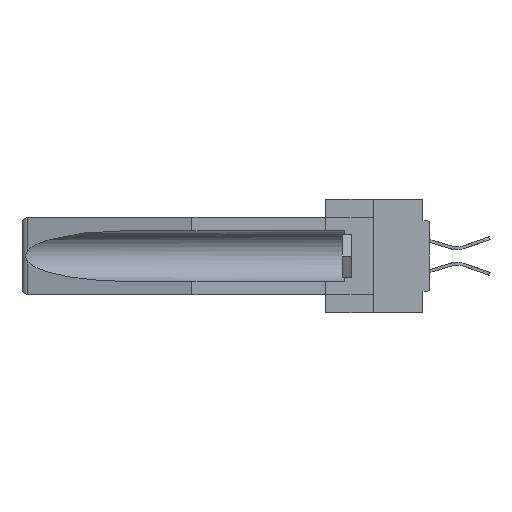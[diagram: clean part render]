
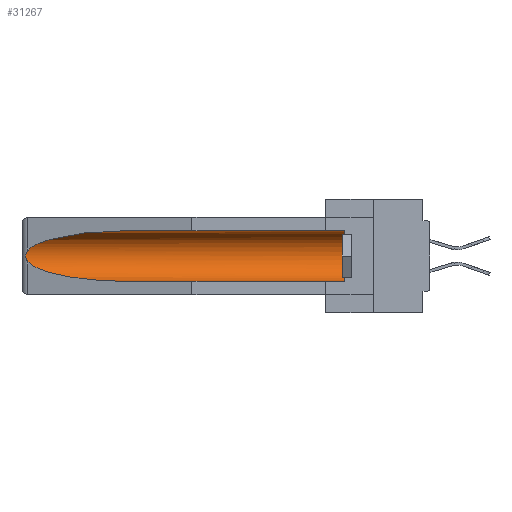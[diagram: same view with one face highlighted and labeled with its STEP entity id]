
A CAD part, left-side view. The second image highlights one B-rep face of the part: STEP entity #31267.
In plain terms, the highlighted cylindrical face has radius 2.857 mm (diameter 5.715 mm), a partial arc.
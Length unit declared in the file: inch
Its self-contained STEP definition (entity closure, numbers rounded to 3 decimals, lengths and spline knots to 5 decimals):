
#83 = CARTESIAN_POINT ( 'NONE',  ( 0.21114, 1.30732, -0.284 ) ) ;
#353 = CARTESIAN_POINT ( 'NONE',  ( 0.26537, 1.52718, -0.19328 ) ) ;
#509 =( BOUNDED_CURVE ( )  B_SPLINE_CURVE ( 3, ( #14290, #11622, #17407, #7431 ),
 .UNSPECIFIED., .F., .F. ) 
 B_SPLINE_CURVE_WITH_KNOTS ( ( 4, 4 ),
 ( 4.71239, 6.08839 ),
 .UNSPECIFIED. ) 
 CURVE ( )  GEOMETRIC_REPRESENTATION_ITEM ( )  RATIONAL_B_SPLINE_CURVE ( ( 1., 0.848, 0.848, 1. ) ) 
 REPRESENTATION_ITEM ( '' )  );
#1473 = VERTEX_POINT ( 'NONE', #9921 ) ;
#2144 = EDGE_CURVE ( 'NONE', #44930, #39342, #41388, .T. ) ;
#3194 = CARTESIAN_POINT ( 'NONE',  ( 0.26597, 1.52961, -0.15275 ) ) ;
#3348 = CARTESIAN_POINT ( 'NONE',  ( 0.26654, 1.53092, -0.15636 ) ) ;
#3851 = CARTESIAN_POINT ( 'NONE',  ( 0.25451, 1.48313, -0.24835 ) ) ;
#6706 = CARTESIAN_POINT ( 'NONE',  ( 0.26537, 1.52718, -0.14972 ) ) ;
#6984 = CARTESIAN_POINT ( 'NONE',  ( 0.2675, 1.53308, -0.16763 ) ) ;
#7408 = CIRCLE ( 'NONE', #40226, 0.1125 ) ;
#7431 = CARTESIAN_POINT ( 'NONE',  ( 0.26537, 1.52718, -0.14972 ) ) ;
#7915 = CARTESIAN_POINT ( 'NONE',  ( 0.155, 0.126, -0.284 ) ) ;
#9439 = B_SPLINE_CURVE_WITH_KNOTS ( 'NONE', 3,
 ( #17910, #3194, #3348, #28586, #6984, #39417, #38763, #42991, #21510, #28290 ),
 .UNSPECIFIED., .F., .F.,
 ( 4, 2, 2, 2, 4 ),
 ( 0., 0.00029, 0.00058, 0.00087, 0.00117 ),
 .UNSPECIFIED. ) ;
#9921 = CARTESIAN_POINT ( 'NONE',  ( 0.155, 1.07973, -0.059 ) ) ;
#10732 = VERTEX_POINT ( 'NONE', #353 ) ;
#11310 = VECTOR ( 'NONE', #32258, 39.37008 ) ;
#11622 = CARTESIAN_POINT ( 'NONE',  ( 0.21114, 1.30732, -0.059 ) ) ;
#12849 = EDGE_CURVE ( 'NONE', #1473, #43622, #509, .T. ) ;
#14290 = CARTESIAN_POINT ( 'NONE',  ( 0.155, 1.07973, -0.059 ) ) ;
#15129 = ORIENTED_EDGE ( 'NONE', *, *, #20056, .T. ) ;
#16446 = ORIENTED_EDGE ( 'NONE', *, *, #37207, .T. ) ;
#17375 = EDGE_CURVE ( 'NONE', #43622, #10732, #9439, .T. ) ;
#17407 = CARTESIAN_POINT ( 'NONE',  ( 0.25451, 1.48313, -0.09465 ) ) ;
#17433 = ORIENTED_EDGE ( 'NONE', *, *, #17462, .T. ) ;
#17462 = EDGE_CURVE ( 'NONE', #10732, #39342, #29060, .T. ) ;
#17569 = CARTESIAN_POINT ( 'NONE',  ( 0.155, -0.30754, -0.284 ) ) ;
#17910 = CARTESIAN_POINT ( 'NONE',  ( 0.26537, 1.52718, -0.14972 ) ) ;
#18128 = CARTESIAN_POINT ( 'NONE',  ( 0.155, -0.30754, -0.059 ) ) ;
#19890 = VERTEX_POINT ( 'NONE', #38840 ) ;
#20033 = CARTESIAN_POINT ( 'NONE',  ( 0.155, -0.30754, -0.1715 ) ) ;
#20056 = EDGE_CURVE ( 'NONE', #44930, #19890, #7408, .T. ) ;
#20091 = AXIS2_PLACEMENT_3D ( 'NONE', #20033, #31357, #23684 ) ;
#21510 = CARTESIAN_POINT ( 'NONE',  ( 0.26597, 1.5296, -0.19026 ) ) ;
#23437 = VECTOR ( 'NONE', #33733, 39.37008 ) ;
#23664 = CARTESIAN_POINT ( 'NONE',  ( 0.155, 0.126, -0.1715 ) ) ;
#23684 = DIRECTION ( 'NONE',  ( 0., 0., 1. ) ) ;
#24254 = ORIENTED_EDGE ( 'NONE', *, *, #12849, .T. ) ;
#25946 = CARTESIAN_POINT ( 'NONE',  ( 0.26537, 1.52718, -0.19328 ) ) ;
#26028 = EDGE_LOOP ( 'NONE', ( #24254, #40370, #17433, #34480, #15129, #16446 ) ) ;
#26816 = CARTESIAN_POINT ( 'NONE',  ( 0.155, 1.07973, -0.284 ) ) ;
#27764 = FACE_OUTER_BOUND ( 'NONE', #26028, .T. ) ;
#28290 = CARTESIAN_POINT ( 'NONE',  ( 0.26537, 1.52718, -0.19328 ) ) ;
#28586 = CARTESIAN_POINT ( 'NONE',  ( 0.2673, 1.5327, -0.16383 ) ) ;
#29060 =( BOUNDED_CURVE ( )  B_SPLINE_CURVE ( 3, ( #25946, #3851, #83, #33185 ),
 .UNSPECIFIED., .F., .F. ) 
 B_SPLINE_CURVE_WITH_KNOTS ( ( 4, 4 ),
 ( 0.1948, 1.5708 ),
 .UNSPECIFIED. ) 
 CURVE ( )  GEOMETRIC_REPRESENTATION_ITEM ( )  RATIONAL_B_SPLINE_CURVE ( ( 1., 0.848, 0.848, 1. ) ) 
 REPRESENTATION_ITEM ( '' )  );
#31267 = ADVANCED_FACE ( 'NONE', ( #27764 ), #41798, .F. ) ;
#31357 = DIRECTION ( 'NONE',  ( 0., 1., 0. ) ) ;
#32258 = DIRECTION ( 'NONE',  ( 0., 1., 0. ) ) ;
#33185 = CARTESIAN_POINT ( 'NONE',  ( 0.155, 1.07973, -0.284 ) ) ;
#33733 = DIRECTION ( 'NONE',  ( 0., 1., 0. ) ) ;
#34480 = ORIENTED_EDGE ( 'NONE', *, *, #2144, .F. ) ;
#37182 = LINE ( 'NONE', #18128, #11310 ) ;
#37207 = EDGE_CURVE ( 'NONE', #19890, #1473, #37182, .T. ) ;
#38366 = DIRECTION ( 'NONE',  ( 0., 0., 1. ) ) ;
#38763 = CARTESIAN_POINT ( 'NONE',  ( 0.2673, 1.53269, -0.17917 ) ) ;
#38840 = CARTESIAN_POINT ( 'NONE',  ( 0.155, 0.126, -0.059 ) ) ;
#39342 = VERTEX_POINT ( 'NONE', #26816 ) ;
#39417 = CARTESIAN_POINT ( 'NONE',  ( 0.2675, 1.53308, -0.17534 ) ) ;
#40226 = AXIS2_PLACEMENT_3D ( 'NONE', #23664, #41830, #38366 ) ;
#40370 = ORIENTED_EDGE ( 'NONE', *, *, #17375, .T. ) ;
#41388 = LINE ( 'NONE', #17569, #23437 ) ;
#41798 = CYLINDRICAL_SURFACE ( 'NONE', #20091, 0.1125 ) ;
#41830 = DIRECTION ( 'NONE',  ( 0., -1., 0. ) ) ;
#42991 = CARTESIAN_POINT ( 'NONE',  ( 0.26655, 1.53094, -0.18657 ) ) ;
#43622 = VERTEX_POINT ( 'NONE', #6706 ) ;
#44930 = VERTEX_POINT ( 'NONE', #7915 ) ;
